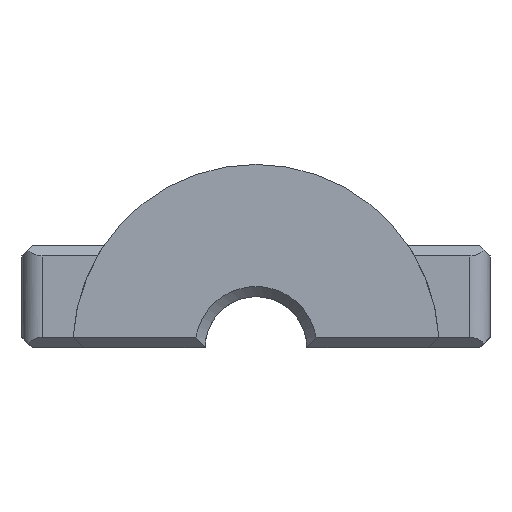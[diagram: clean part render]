
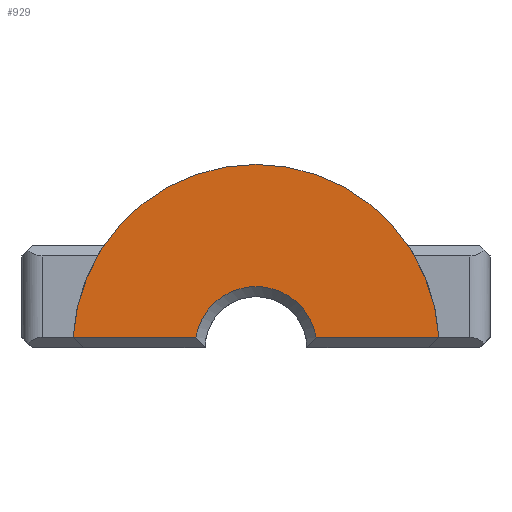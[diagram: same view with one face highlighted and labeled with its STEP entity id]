
A CAD part, front view. The second image highlights one B-rep face of the part: STEP entity #929.
In plain terms, the highlighted planar face has unit normal (0, -1, 0).
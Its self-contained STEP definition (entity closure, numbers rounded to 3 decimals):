
#26 = ORIENTED_EDGE ( 'NONE', *, *, #369, .T. ) ;
#76 = DIRECTION ( 'NONE',  ( 0., -1., 0. ) ) ;
#86 = CARTESIAN_POINT ( 'NONE',  ( -17.969, 0., 1.059 ) ) ;
#229 = CARTESIAN_POINT ( 'NONE',  ( 17.969, 0., 1.059 ) ) ;
#234 = DIRECTION ( 'NONE',  ( 0., 0., 1. ) ) ;
#237 = DIRECTION ( 'NONE',  ( 0., 0., 1. ) ) ;
#239 = VECTOR ( 'NONE', #836, 1000. ) ;
#369 = EDGE_CURVE ( 'NONE', #1111, #2065, #2316, .T. ) ;
#375 = CARTESIAN_POINT ( 'NONE',  ( -17.969, 0., 1.059 ) ) ;
#379 = CIRCLE ( 'NONE', #1208, 6. ) ;
#408 = CIRCLE ( 'NONE', #488, 18. ) ;
#488 = AXIS2_PLACEMENT_3D ( 'NONE', #2131, #76, #1582 ) ;
#505 = EDGE_CURVE ( 'NONE', #974, #1205, #2170, .T. ) ;
#536 = AXIS2_PLACEMENT_3D ( 'NONE', #1926, #1385, #234 ) ;
#561 = ORIENTED_EDGE ( 'NONE', *, *, #2049, .T. ) ;
#629 = PLANE ( 'NONE',  #536 ) ;
#832 = CARTESIAN_POINT ( 'NONE',  ( -5., 0., 1. ) ) ;
#836 = DIRECTION ( 'NONE',  ( 0.686, 0., -0.728 ) ) ;
#929 = ADVANCED_FACE ( 'NONE', ( #2326 ), #629, .F. ) ;
#974 = VERTEX_POINT ( 'NONE', #1849 ) ;
#988 = CARTESIAN_POINT ( 'NONE',  ( -5.916, 0., 1. ) ) ;
#1111 = VERTEX_POINT ( 'NONE', #375 ) ;
#1136 = ORIENTED_EDGE ( 'NONE', *, *, #2178, .T. ) ;
#1166 = DIRECTION ( 'NONE',  ( 0., 1., 0. ) ) ;
#1205 = VERTEX_POINT ( 'NONE', #229 ) ;
#1208 = AXIS2_PLACEMENT_3D ( 'NONE', #1682, #1166, #237 ) ;
#1237 = VERTEX_POINT ( 'NONE', #988 ) ;
#1293 = VECTOR ( 'NONE', #1583, 1000. ) ;
#1384 = ORIENTED_EDGE ( 'NONE', *, *, #2294, .T. ) ;
#1385 = DIRECTION ( 'NONE',  ( 0., 1., 0. ) ) ;
#1476 = VECTOR ( 'NONE', #2335, 1000. ) ;
#1499 = ORIENTED_EDGE ( 'NONE', *, *, #505, .T. ) ;
#1582 = DIRECTION ( 'NONE',  ( 0., 0., -1. ) ) ;
#1583 = DIRECTION ( 'NONE',  ( 0.686, 0., 0.728 ) ) ;
#1639 = EDGE_LOOP ( 'NONE', ( #1136, #26, #1384, #2325, #561, #1499 ) ) ;
#1682 = CARTESIAN_POINT ( 'NONE',  ( 0., 0., 0. ) ) ;
#1807 = VERTEX_POINT ( 'NONE', #2160 ) ;
#1849 = CARTESIAN_POINT ( 'NONE',  ( 17.913, 0., 1. ) ) ;
#1914 = LINE ( 'NONE', #2243, #1919 ) ;
#1919 = VECTOR ( 'NONE', #2070, 1000. ) ;
#1926 = CARTESIAN_POINT ( 'NONE',  ( 5., 0., 0. ) ) ;
#1950 = EDGE_CURVE ( 'NONE', #1237, #1807, #379, .T. ) ;
#2049 = EDGE_CURVE ( 'NONE', #1807, #974, #1914, .T. ) ;
#2056 = CARTESIAN_POINT ( 'NONE',  ( -17.913, 0., 1. ) ) ;
#2065 = VERTEX_POINT ( 'NONE', #2056 ) ;
#2070 = DIRECTION ( 'NONE',  ( 1., 0., 0. ) ) ;
#2131 = CARTESIAN_POINT ( 'NONE',  ( 0., 0., 0. ) ) ;
#2145 = CARTESIAN_POINT ( 'NONE',  ( 16.971, 0., 0. ) ) ;
#2160 = CARTESIAN_POINT ( 'NONE',  ( 5.916, 0., 1. ) ) ;
#2162 = LINE ( 'NONE', #832, #1476 ) ;
#2170 = LINE ( 'NONE', #2145, #1293 ) ;
#2178 = EDGE_CURVE ( 'NONE', #1205, #1111, #408, .T. ) ;
#2243 = CARTESIAN_POINT ( 'NONE',  ( 5., 0., 1. ) ) ;
#2294 = EDGE_CURVE ( 'NONE', #2065, #1237, #2162, .T. ) ;
#2316 = LINE ( 'NONE', #86, #239 ) ;
#2325 = ORIENTED_EDGE ( 'NONE', *, *, #1950, .T. ) ;
#2326 = FACE_OUTER_BOUND ( 'NONE', #1639, .T. ) ;
#2335 = DIRECTION ( 'NONE',  ( 1., 0., 0. ) ) ;
